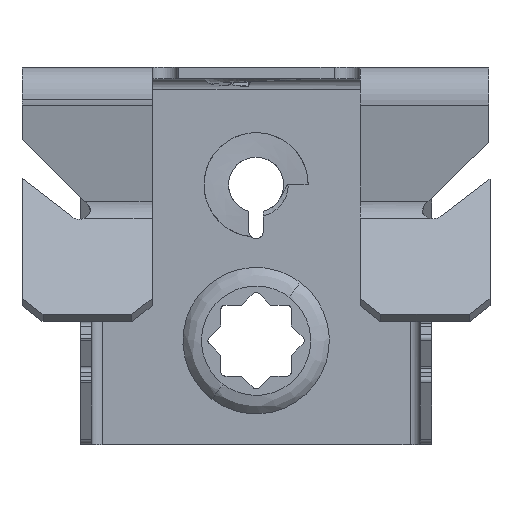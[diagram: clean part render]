
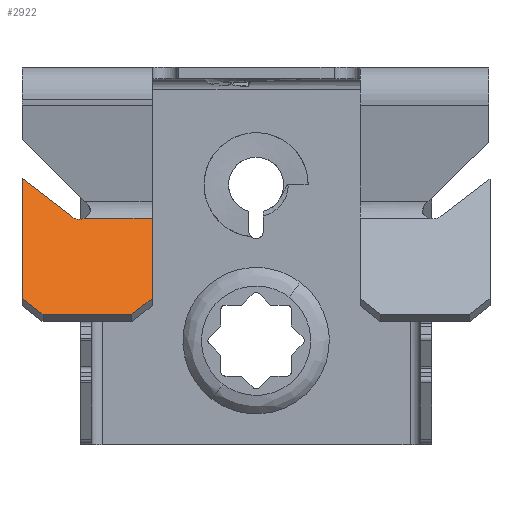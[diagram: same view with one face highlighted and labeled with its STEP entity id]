
A CAD part, front view. The second image highlights one B-rep face of the part: STEP entity #2922.
In plain terms, the highlighted planar face has unit normal (0, -0.766, 0.643).
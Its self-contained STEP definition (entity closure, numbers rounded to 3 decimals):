
#156 = CARTESIAN_POINT ( 'NONE',  ( -10., 10.137, -14.501 ) ) ;
#231 = CARTESIAN_POINT ( 'NONE',  ( -10., 10.713, -13.814 ) ) ;
#301 = DIRECTION ( 'NONE',  ( 0.707, -0.455, -0.542 ) ) ;
#482 = ORIENTED_EDGE ( 'NONE', *, *, #959, .T. ) ;
#502 = CIRCLE ( 'NONE', #5529, 1.023 ) ;
#564 = DIRECTION ( 'NONE',  ( 0., -0.643, -0.766 ) ) ;
#585 = LINE ( 'NONE', #4022, #6570 ) ;
#785 = FACE_OUTER_BOUND ( 'NONE', #5082, .T. ) ;
#946 = CARTESIAN_POINT ( 'NONE',  ( -16.506, 10.137, -14.501 ) ) ;
#959 = EDGE_CURVE ( 'NONE', #3898, #7447, #2986, .T. ) ;
#982 = ORIENTED_EDGE ( 'NONE', *, *, #5481, .T. ) ;
#1167 = DIRECTION ( 'NONE',  ( -1., 0., 0. ) ) ;
#1172 = DIRECTION ( 'NONE',  ( -0.707, 0.455, 0.542 ) ) ;
#1319 = VERTEX_POINT ( 'NONE', #7182 ) ;
#1431 = LINE ( 'NONE', #5641, #5851 ) ;
#1698 = VERTEX_POINT ( 'NONE', #2943 ) ;
#1738 = CIRCLE ( 'NONE', #6033, 1.023 ) ;
#1803 = ORIENTED_EDGE ( 'NONE', *, *, #3932, .T. ) ;
#1921 = CARTESIAN_POINT ( 'NONE',  ( -22.5, 10.713, -13.814 ) ) ;
#2047 = CARTESIAN_POINT ( 'NONE',  ( -17., 10.713, -13.814 ) ) ;
#2194 = LINE ( 'NONE', #3177, #3731 ) ;
#2240 = VECTOR ( 'NONE', #5765, 1000. ) ;
#2400 = CARTESIAN_POINT ( 'NONE',  ( -10., 3.642, -22.241 ) ) ;
#2491 = DIRECTION ( 'NONE',  ( 0., -0.643, -0.766 ) ) ;
#2534 = CARTESIAN_POINT ( 'NONE',  ( -17.859, 10.356, -14.24 ) ) ;
#2549 = ORIENTED_EDGE ( 'NONE', *, *, #3561, .T. ) ;
#2563 = VERTEX_POINT ( 'NONE', #946 ) ;
#2634 = DIRECTION ( 'NONE',  ( 0., -0.643, -0.766 ) ) ;
#2785 = ORIENTED_EDGE ( 'NONE', *, *, #5057, .T. ) ;
#2832 = ORIENTED_EDGE ( 'NONE', *, *, #3007, .T. ) ;
#2857 = CARTESIAN_POINT ( 'NONE',  ( 17., 10.713, -13.814 ) ) ;
#2922 = ADVANCED_FACE ( 'NONE', ( #785 ), #6923, .T. ) ;
#2943 = CARTESIAN_POINT ( 'NONE',  ( -20.5, 2.357, -23.773 ) ) ;
#2986 = LINE ( 'NONE', #1921, #5876 ) ;
#3007 = EDGE_CURVE ( 'NONE', #7009, #3898, #4856, .T. ) ;
#3078 = CARTESIAN_POINT ( 'NONE',  ( -22.5, 13.339, -10.684 ) ) ;
#3177 = CARTESIAN_POINT ( 'NONE',  ( -22.5, 3.642, -22.241 ) ) ;
#3274 = EDGE_CURVE ( 'NONE', #2563, #1319, #502, .T. ) ;
#3300 = VECTOR ( 'NONE', #1172, 1000. ) ;
#3439 = DIRECTION ( 'NONE',  ( 0., -0.766, 0.643 ) ) ;
#3561 = EDGE_CURVE ( 'NONE', #3819, #2563, #585, .T. ) ;
#3731 = VECTOR ( 'NONE', #301, 1000. ) ;
#3819 = VERTEX_POINT ( 'NONE', #156 ) ;
#3898 = VERTEX_POINT ( 'NONE', #3078 ) ;
#3905 = ORIENTED_EDGE ( 'NONE', *, *, #7081, .T. ) ;
#3932 = EDGE_CURVE ( 'NONE', #5182, #3819, #4757, .T. ) ;
#4020 = DIRECTION ( 'NONE',  ( 0., 0.766, -0.643 ) ) ;
#4022 = CARTESIAN_POINT ( 'NONE',  ( -6.391, 10.137, -14.501 ) ) ;
#4038 = CARTESIAN_POINT ( 'NONE',  ( -22.5, 3.642, -22.241 ) ) ;
#4229 = EDGE_CURVE ( 'NONE', #1319, #7009, #1738, .T. ) ;
#4295 = VERTEX_POINT ( 'NONE', #6962 ) ;
#4508 = DIRECTION ( 'NONE',  ( 1., 0., 0. ) ) ;
#4519 = AXIS2_PLACEMENT_3D ( 'NONE', #2857, #3439, #7490 ) ;
#4564 = VECTOR ( 'NONE', #6575, 1000. ) ;
#4619 = CARTESIAN_POINT ( 'NONE',  ( -12., 2.357, -23.773 ) ) ;
#4757 = LINE ( 'NONE', #231, #4564 ) ;
#4856 = LINE ( 'NONE', #6966, #3300 ) ;
#5057 = EDGE_CURVE ( 'NONE', #4295, #5182, #5504, .T. ) ;
#5082 = EDGE_LOOP ( 'NONE', ( #2549, #6915, #7192, #2832, #482, #3905, #982, #2785, #1803 ) ) ;
#5182 = VERTEX_POINT ( 'NONE', #2400 ) ;
#5481 = EDGE_CURVE ( 'NONE', #1698, #4295, #1431, .T. ) ;
#5504 = LINE ( 'NONE', #4619, #2240 ) ;
#5529 = AXIS2_PLACEMENT_3D ( 'NONE', #2047, #6101, #2634 ) ;
#5641 = CARTESIAN_POINT ( 'NONE',  ( 17., 2.357, -23.773 ) ) ;
#5765 = DIRECTION ( 'NONE',  ( 0.707, 0.455, 0.542 ) ) ;
#5851 = VECTOR ( 'NONE', #4508, 1000. ) ;
#5876 = VECTOR ( 'NONE', #2491, 1000. ) ;
#6033 = AXIS2_PLACEMENT_3D ( 'NONE', #7487, #4020, #564 ) ;
#6101 = DIRECTION ( 'NONE',  ( 0., 0.766, -0.643 ) ) ;
#6570 = VECTOR ( 'NONE', #1167, 1000. ) ;
#6575 = DIRECTION ( 'NONE',  ( 0., 0.643, 0.766 ) ) ;
#6915 = ORIENTED_EDGE ( 'NONE', *, *, #3274, .T. ) ;
#6923 = PLANE ( 'NONE',  #4519 ) ;
#6962 = CARTESIAN_POINT ( 'NONE',  ( -12., 2.357, -23.773 ) ) ;
#6966 = CARTESIAN_POINT ( 'NONE',  ( -17.859, 10.356, -14.24 ) ) ;
#7009 = VERTEX_POINT ( 'NONE', #2534 ) ;
#7081 = EDGE_CURVE ( 'NONE', #7447, #1698, #2194, .T. ) ;
#7182 = CARTESIAN_POINT ( 'NONE',  ( -17., 10.055, -14.598 ) ) ;
#7192 = ORIENTED_EDGE ( 'NONE', *, *, #4229, .T. ) ;
#7447 = VERTEX_POINT ( 'NONE', #4038 ) ;
#7487 = CARTESIAN_POINT ( 'NONE',  ( -17., 10.713, -13.814 ) ) ;
#7490 = DIRECTION ( 'NONE',  ( 0., -0.643, -0.766 ) ) ;
